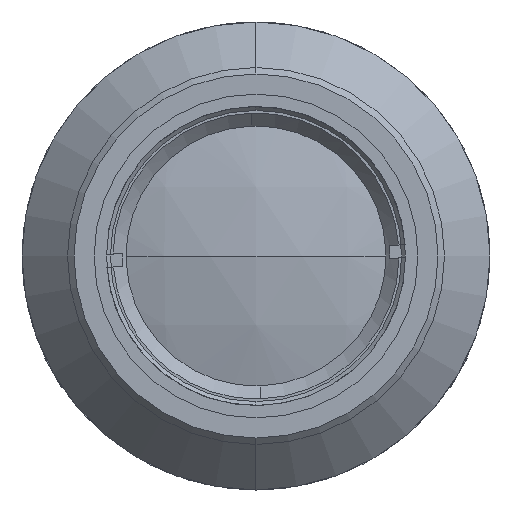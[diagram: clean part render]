
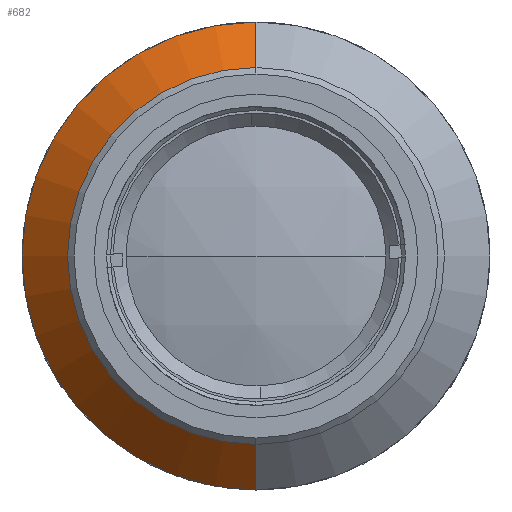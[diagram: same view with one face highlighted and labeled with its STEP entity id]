
A CAD part, left-side view. The second image highlights one B-rep face of the part: STEP entity #682.
In plain terms, the highlighted conical face has half-angle 45 degrees and reference radius 18 mm.
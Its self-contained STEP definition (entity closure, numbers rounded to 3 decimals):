
#2 = DIRECTION ( 'NONE',  ( 0., 0., 1. ) ) ;
#58 = DIRECTION ( 'NONE',  ( 0.707, 0., 0.707 ) ) ;
#434 = CARTESIAN_POINT ( 'NONE',  ( 19.999, 0., 14.5 ) ) ;
#542 = VERTEX_POINT ( 'NONE', #1672 ) ;
#625 = AXIS2_PLACEMENT_3D ( 'NONE', #4298, #3537, #915 ) ;
#682 = ADVANCED_FACE ( 'NONE', ( #2965 ), #2442, .T. ) ;
#725 = AXIS2_PLACEMENT_3D ( 'NONE', #741, #1140, #2 ) ;
#741 = CARTESIAN_POINT ( 'NONE',  ( 23.499, 0., 0. ) ) ;
#811 = VECTOR ( 'NONE', #3652, 1000. ) ;
#813 = VECTOR ( 'NONE', #58, 1000. ) ;
#915 = DIRECTION ( 'NONE',  ( 0., 0., 1. ) ) ;
#989 = EDGE_CURVE ( 'NONE', #4900, #2034, #2767, .T. ) ;
#1078 = DIRECTION ( 'NONE',  ( 1., 0., 0. ) ) ;
#1140 = DIRECTION ( 'NONE',  ( -1., 0., 0. ) ) ;
#1597 = EDGE_CURVE ( 'NONE', #4776, #542, #2214, .T. ) ;
#1645 = CARTESIAN_POINT ( 'NONE',  ( 19.999, 0., -14.5 ) ) ;
#1672 = CARTESIAN_POINT ( 'NONE',  ( 23.499, 0., -18. ) ) ;
#1874 = EDGE_CURVE ( 'NONE', #2034, #542, #4358, .T. ) ;
#1912 = ORIENTED_EDGE ( 'NONE', *, *, #2241, .T. ) ;
#2034 = VERTEX_POINT ( 'NONE', #1645 ) ;
#2214 = CIRCLE ( 'NONE', #725, 18. ) ;
#2241 = EDGE_CURVE ( 'NONE', #4900, #4776, #2366, .T. ) ;
#2366 = LINE ( 'NONE', #4159, #813 ) ;
#2442 = CONICAL_SURFACE ( 'NONE', #4656, 18., 0.785 ) ;
#2612 = CARTESIAN_POINT ( 'NONE',  ( 23.499, 0., 18. ) ) ;
#2732 = EDGE_LOOP ( 'NONE', ( #2880, #1912, #4408, #3207 ) ) ;
#2767 = CIRCLE ( 'NONE', #625, 14.5 ) ;
#2880 = ORIENTED_EDGE ( 'NONE', *, *, #989, .F. ) ;
#2949 = CARTESIAN_POINT ( 'NONE',  ( 23.499, 0., -18. ) ) ;
#2965 = FACE_OUTER_BOUND ( 'NONE', #2732, .T. ) ;
#3207 = ORIENTED_EDGE ( 'NONE', *, *, #1874, .F. ) ;
#3537 = DIRECTION ( 'NONE',  ( -1., 0., 0. ) ) ;
#3652 = DIRECTION ( 'NONE',  ( 0.707, 0., -0.707 ) ) ;
#3673 = DIRECTION ( 'NONE',  ( 0., 0., -1. ) ) ;
#3702 = CARTESIAN_POINT ( 'NONE',  ( 23.499, 0., 0. ) ) ;
#4159 = CARTESIAN_POINT ( 'NONE',  ( 23.499, 0., 18. ) ) ;
#4298 = CARTESIAN_POINT ( 'NONE',  ( 19.999, 0., 0. ) ) ;
#4358 = LINE ( 'NONE', #2949, #811 ) ;
#4408 = ORIENTED_EDGE ( 'NONE', *, *, #1597, .T. ) ;
#4656 = AXIS2_PLACEMENT_3D ( 'NONE', #3702, #1078, #3673 ) ;
#4776 = VERTEX_POINT ( 'NONE', #2612 ) ;
#4900 = VERTEX_POINT ( 'NONE', #434 ) ;
